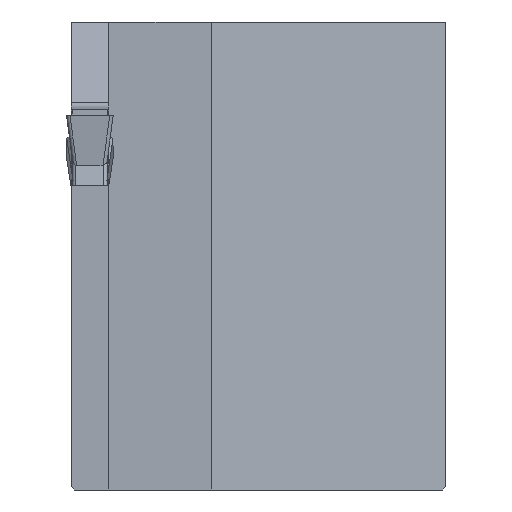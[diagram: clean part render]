
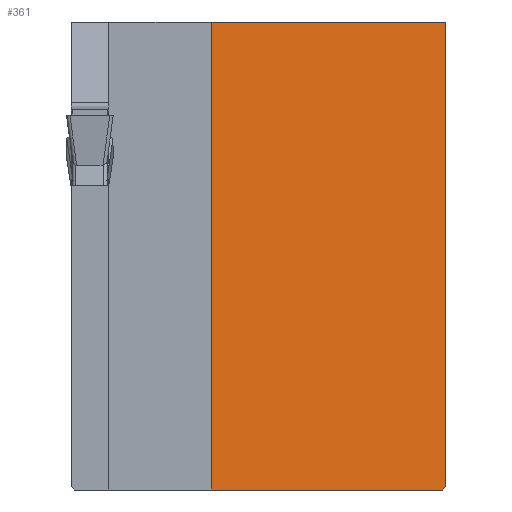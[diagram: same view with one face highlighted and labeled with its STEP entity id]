
A CAD part, left-side view. The second image highlights one B-rep face of the part: STEP entity #361.
In plain terms, the highlighted planar face has unit normal (-0.766, -0.643, 0).
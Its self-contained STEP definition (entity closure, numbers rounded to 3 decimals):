
#361=ADVANCED_FACE('',(#471),#425,.F.);
#425=PLANE('',#1493);
#471=FACE_OUTER_BOUND('',#536,.T.);
#536=EDGE_LOOP('',(#713,#714,#715,#716,#717));
#713=ORIENTED_EDGE('',*,*,#1092,.F.);
#714=ORIENTED_EDGE('',*,*,#1078,.F.);
#715=ORIENTED_EDGE('',*,*,#1084,.F.);
#716=ORIENTED_EDGE('',*,*,#1068,.F.);
#717=ORIENTED_EDGE('',*,*,#1113,.F.);
#957=VERTEX_POINT('',#1939);
#958=VERTEX_POINT('',#1941);
#963=VERTEX_POINT('',#1955);
#965=VERTEX_POINT('',#1959);
#975=VERTEX_POINT('',#1988);
#1068=EDGE_CURVE('',#957,#958,#1232,.T.);
#1078=EDGE_CURVE('',#965,#963,#1242,.T.);
#1084=EDGE_CURVE('',#958,#965,#1247,.T.);
#1092=EDGE_CURVE('',#963,#975,#1255,.T.);
#1113=EDGE_CURVE('',#975,#957,#1274,.T.);
#1232=LINE('',#1940,#1353);
#1242=LINE('',#1960,#1363);
#1247=LINE('',#1971,#1368);
#1255=LINE('',#1987,#1376);
#1274=LINE('',#2027,#1395);
#1353=VECTOR('',#1598,1.);
#1363=VECTOR('',#1612,1.);
#1368=VECTOR('',#1621,1.);
#1376=VECTOR('',#1635,1.);
#1395=VECTOR('',#1684,1.);
#1493=AXIS2_PLACEMENT_3D('',#2032,#1692,#1693);
#1598=DIRECTION('',(0.643,-0.766,0.));
#1612=DIRECTION('',(-0.51,0.608,-0.608));
#1621=DIRECTION('',(0.,0.,-1.));
#1635=DIRECTION('',(-0.643,0.766,0.));
#1684=DIRECTION('',(0.,0.,1.));
#1692=DIRECTION('',(0.766,0.643,0.));
#1693=DIRECTION('',(0.643,-0.766,0.));
#1939=CARTESIAN_POINT('',(18.,-12.,8.));
#1940=CARTESIAN_POINT('',(18.,-12.,8.));
#1941=CARTESIAN_POINT('',(34.782,-32.,8.));
#1955=CARTESIAN_POINT('',(34.53,-31.7,-32.));
#1959=CARTESIAN_POINT('',(34.782,-32.,-31.7));
#1960=CARTESIAN_POINT('',(24.113,-19.285,-44.415));
#1971=CARTESIAN_POINT('',(34.782,-32.,-32.));
#1987=CARTESIAN_POINT('',(18.,-12.,-32.));
#1988=CARTESIAN_POINT('',(18.,-12.,-32.));
#2027=CARTESIAN_POINT('',(18.,-12.,-32.));
#2032=CARTESIAN_POINT('',(18.,-12.,-32.));
